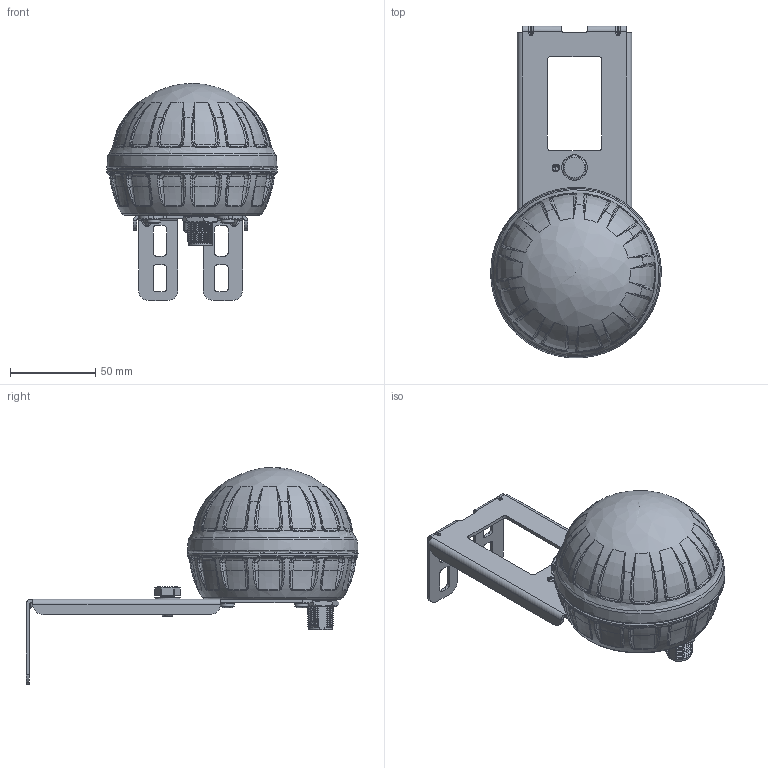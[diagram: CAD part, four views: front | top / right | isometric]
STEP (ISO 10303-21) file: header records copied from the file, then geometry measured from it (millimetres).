
FILE_DESCRIPTION (( 'STEP AP214' ), '1' );
FILE_NAME ('FM51GPS1005_3D.STEP', '2021-04-27T15:51:02', ( '' ), ( '' ), 'SwSTEP 2.0', 'SolidWorks 2020', '' );
FILE_SCHEMA (( 'AUTOMOTIVE_DESIGN' ));
Length unit declared in the file: millimetre
Products named in the file (19): Copy of PCB107846-B^FM51GPS1005; Copy of TRM_SRF^Copy of N Type Straight Solder Jack for .141 Semi-Rigid, 50 Ohm, Bulkhead_Copy of ASSY105414-A CABLE ASSY N-type connector_oa_0_FM51GPS1005; Copy of Patch adhesive^Copy of Patch antenna new_FM51GPS1005; Copy of Patch pin^Copy of Patch antenna new_FM51GPS1005; Copy of A108519-A Lid shield GNSS LNA^FM51GPS1005; Copy of CA100064-A Screw M8x12 M6S A2^FM51GPS1005; Copy of CA100065-A Washer IZ8,4 A2^FM51GPS1005; Copy of A107920-B Base active antenna^FM51GPS1005; Copy of A104982-C Dome GNSS^FM51GPS1005; Copy of ASSY105414-A CABLE ASSY N-type connector_oa_0^FM51GPS1005; Copy of Ceramic patch 45x45^Copy of Patch antenna new_FM51GPS1005; Copy of CA100297-A Screw MRT M4x10 A2 ISO 14583^FM51GPS1005; FM51GPS1005_3D; Copy of N Type Straight Solder Jack for .141 Semi-Rigid, 50 Ohm, Bulkhead^Copy of ASSY105414-A CABLE ASSY N-type connector_oa_0_FM51GPS1005; Copy of CA100060-A Screw MRT M2,5x5 A2^FM51GPS1005; Copy of Patch antenna new^FM51GPS1005; Copy of Solid Body_2^Copy of N Type Straight Solder Jack for .141 Semi-Rigid, 50 Ohm, Bulkhead_Copy of ASSY105414-A CABLE ASSY N-type connector_oa_0_FM51GPS1005; Copy of A107990-B Clip Mounting active antenna^FM51GPS1005; Copy of CA100100-A GoreTex Membrane, VE70814^FM51GPS1005
Assembly tree (27 placements, depth 4):
  FM51GPS1005_3D
    Copy of CA100297-A Screw MRT M4x10 A2 ISO 14583^FM51GPS1005  x4
    Copy of CA100060-A Screw MRT M2,5x5 A2^FM51GPS1005  x7
    Copy of A107990-B Clip Mounting active antenna^FM51GPS1005
    Copy of PCB107846-B^FM51GPS1005
    Copy of ASSY105414-A CABLE ASSY N-type connector_oa_0^FM51GPS1005
      Copy of N Type Straight Solder Jack for .141 Semi-Rigid, 50 Ohm, Bulkhead^Copy of ASSY105414-A CABLE ASSY N-type connector_oa_0_FM51GPS1005
        Copy of TRM_SRF^Copy of N Type Straight Solder Jack for .141 Semi-Rigid, 50 Ohm, Bulkhead_Copy of ASSY105414-A CABLE ASSY N-type connector_oa_0_FM51GPS1005
        Copy of Solid Body_2^Copy of N Type Straight Solder Jack for .141 Semi-Rigid, 50 Ohm, Bulkhead_Copy of ASSY105414-A CABLE ASSY N-type connector_oa_0_FM51GPS1005
    Copy of A107920-B Base active antenna^FM51GPS1005
    Copy of Patch antenna new^FM51GPS1005
      Copy of Ceramic patch 45x45^Copy of Patch antenna new_FM51GPS1005
      Copy of Patch adhesive^Copy of Patch antenna new_FM51GPS1005
      Copy of Patch pin^Copy of Patch antenna new_FM51GPS1005
    Copy of CA100065-A Washer IZ8,4 A2^FM51GPS1005
    Copy of A104982-C Dome GNSS^FM51GPS1005
    Copy of A108519-A Lid shield GNSS LNA^FM51GPS1005
    Copy of CA100064-A Screw M8x12 M6S A2^FM51GPS1005
    Copy of CA100100-A GoreTex Membrane, VE70814^FM51GPS1005
Bounding box: 99.98 x 194.66 x 127.25 mm (x, y, z)
Volume: 154840.2 mm3; surface area: 122259.6 mm2
Topology: 25 solids, 25 shells, 2634 faces, 6442 edges, 3858 vertices
Faces by surface type: bspline 1535, cylinder 504, plane 432, cone 148, torus 15
Full cylindrical faces by diameter (mm): 0.8 x1, 1 x13, 1.5 x12, 1.75 x7, 1.8 x1, 2 x2, 2.013 x7, 2.4 x1, 2.5 x7, 2.8 x7, 3 x2, 3.242 x4, 4 x9, 4.134 x2, 4.4 x1, 4.67 x1, 5.5 x4, 6.647 x2, 7 x1, 8 x6, 8.3 x2, 8.67 x1, 12 x1, 12.5 x1, 14 x1, 15 x1, 19 x1, 20 x1, 20.5 x1, 22 x1
Entity records: 138112 total; most frequent: CARTESIAN_POINT 90523, ORIENTED_EDGE 10350, DIRECTION 6364, EDGE_CURVE 5175, VERTEX_POINT 3201, AXIS2_PLACEMENT_3D 2630, EDGE_LOOP 2540, FACE_OUTER_BOUND 2347
